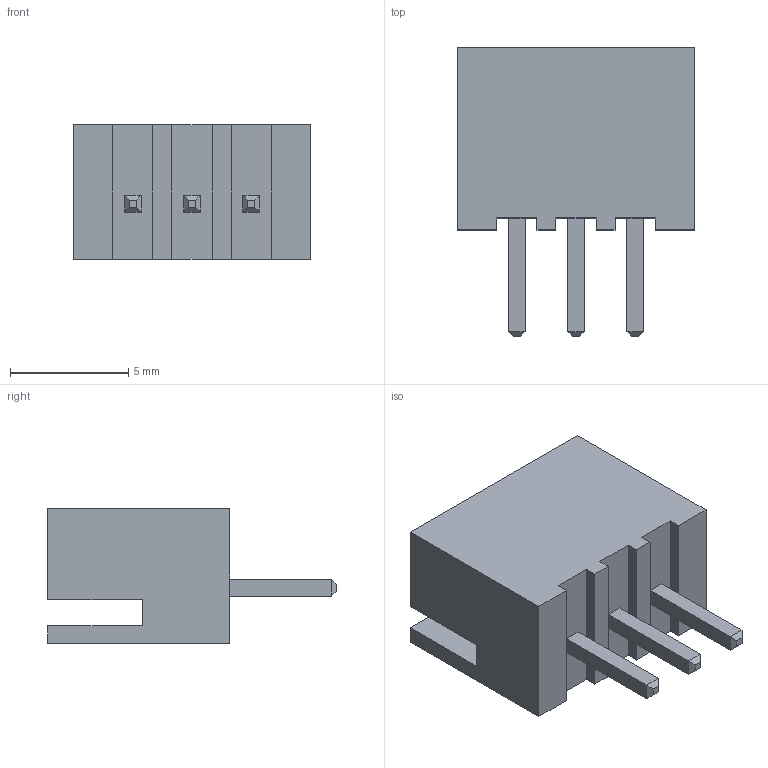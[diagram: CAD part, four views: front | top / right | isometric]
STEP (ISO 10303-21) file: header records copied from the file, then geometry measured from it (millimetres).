
FILE_DESCRIPTION (( 'STEP AP203' ), '1' );
FILE_NAME ('CHU-3.STEP', '2014-01-13T07:25:55', ( '' ), ( '' ), 'SwSTEP 2.0', 'SolidWorks 2012', '' );
FILE_SCHEMA (( 'CONFIG_CONTROL_DESIGN' ));
Length unit declared in the file: millimetre
Products named in the file (1): CHU-3
Bounding box: 10 x 12.2 x 5.7 mm (x, y, z)
Volume: 231.3 mm3; surface area: 556.6 mm2
Topology: 1 solids, 1 shells, 90 faces, 222 edges, 140 vertices
Faces by surface type: plane 90
Entity records: 2651 total; most frequent: CARTESIAN_POINT 453, ORIENTED_EDGE 444, DIRECTION 404, LINE 222, VECTOR 222, EDGE_CURVE 222, VERTEX_POINT 140, EDGE_LOOP 96
